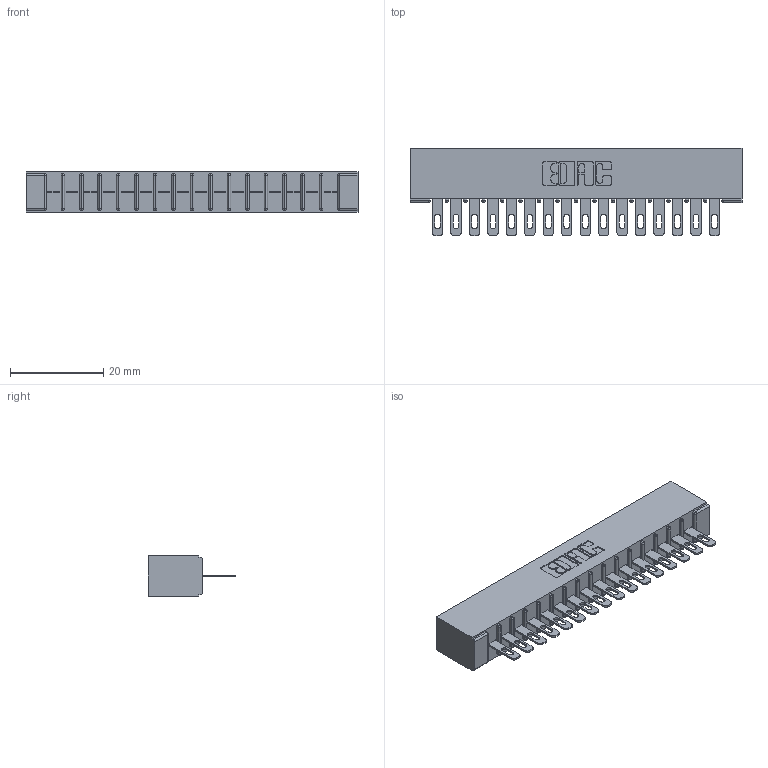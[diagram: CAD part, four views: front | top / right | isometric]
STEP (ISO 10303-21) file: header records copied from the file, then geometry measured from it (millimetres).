
FILE_DESCRIPTION (( 'STEP AP203' ), '1' );
FILE_NAME ('306-016-500-101.STEP', '2019-09-11T20:01:52', ( '' ), ( '' ), 'SwSTEP 2.0', 'SolidWorks 2016', '' );
FILE_SCHEMA (( 'CONFIG_CONTROL_DESIGN' ));
Length unit declared in the file: inch
Products named in the file (3): 306 Part_No Mounting; 306-016-500-101; 306-290-001_100
Assembly tree (17 placements, depth 2):
  306-016-500-101
    306 Part_No Mounting
    306-290-001_100  x16
Bounding box: 71.27 x 18.87 x 8.71 mm (x, y, z)
Volume: 5172.1 mm3; surface area: 7980.4 mm2
Topology: 17 solids, 17 shells, 1324 faces, 3732 edges, 2400 vertices
Faces by surface type: plane 864, cylinder 396, sphere 64
Entity records: 18175 total; most frequent: CARTESIAN_POINT 3047, ORIENTED_EDGE 3016, DIRECTION 3008, EDGE_CURVE 1508, VECTOR 1166, LINE 1166, VERTEX_POINT 960, AXIS2_PLACEMENT_3D 921
